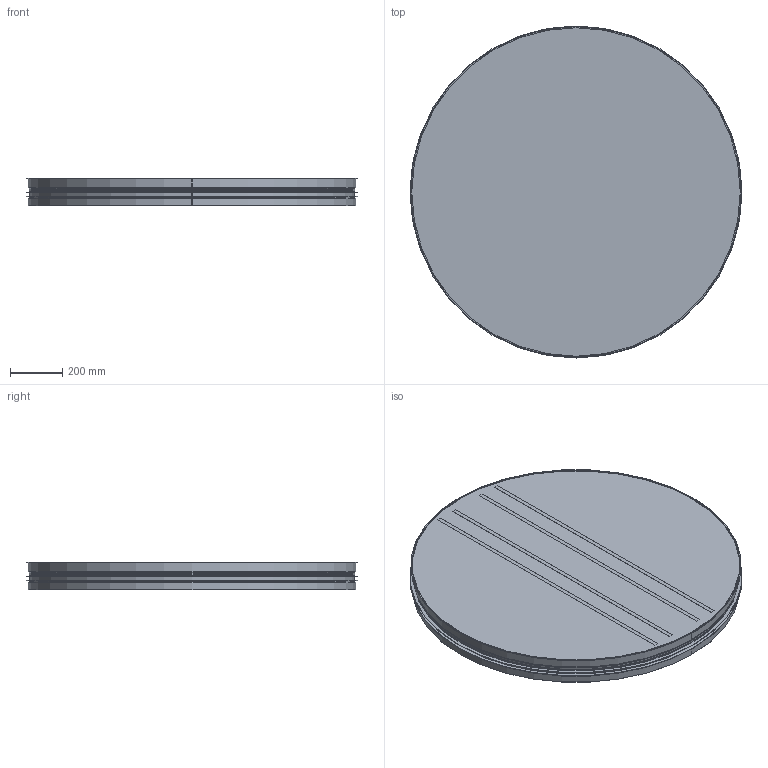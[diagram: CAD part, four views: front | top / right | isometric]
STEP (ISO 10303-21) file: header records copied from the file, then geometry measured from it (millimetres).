
FILE_DESCRIPTION((''),'2;1');
FILE_NAME('HÄL_StoraDimensioner-1250.stp','2014-02-21T11:14:16',(''),(''),'Autodesk Inventor 2013','Autodesk Inventor 2013','');
FILE_SCHEMA(('AUTOMOTIVE_DESIGN { 1 2 10303 214 0 1 1 1 }'));
Length unit declared in the file: millimetre
Products named in the file (6): HÄL_StoraDimensioner-1250; 116061; StosMedFals-1250; StosMedFalsRörämne-1250; U-list-1250; Stödprofil-1170
Assembly tree (6 placements, depth 3):
  HÄL_StoraDimensioner-1250
    116061
    StosMedFals-1250
      StosMedFalsRörämne-1250
      U-list-1250
    Stödprofil-1170  x2
Bounding box: 1265.65 x 1265.65 x 106 mm (x, y, z)
Volume: 1386764.1 mm3; surface area: 4419517.9 mm2
Topology: 5 solids, 5 shells, 151 faces, 293 edges, 156 vertices
Faces by surface type: plane 95, cylinder 28, torus 22, cone 6
Full cylindrical faces by diameter (mm): 1236.05 x1, 1237.05 x2, 1239.65 x3, 1240.85 x1, 1241.85 x1, 1248.05 x2, 1249.05 x2, 1252.05 x1, 1261 x1, 1265.65 x2
Entity records: 3164 total; most frequent: DIRECTION 586, CARTESIAN_POINT 477, ORIENTED_EDGE 440, AXIS2_PLACEMENT_3D 233, EDGE_CURVE 220, EDGE_LOOP 140, VERTEX_POINT 124, FACE_OUTER_BOUND 121
